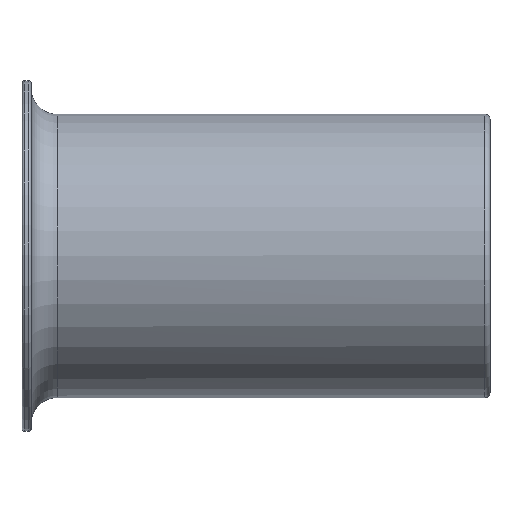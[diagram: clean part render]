
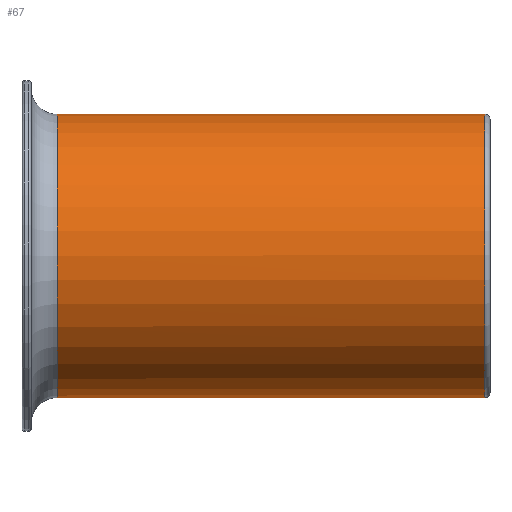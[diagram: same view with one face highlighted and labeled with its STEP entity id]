
A CAD part, top view. The second image highlights one B-rep face of the part: STEP entity #67.
In plain terms, the highlighted cylindrical face has radius 5.45 mm (diameter 10.9 mm), a partial arc.
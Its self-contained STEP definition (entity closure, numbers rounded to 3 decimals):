
#67=ADVANCED_FACE('',(#117),#118,.T.);
#117=FACE_OUTER_BOUND('',#170,.T.);
#118=CYLINDRICAL_SURFACE('',#171,5.45);
#170=EDGE_LOOP('',(#334,#335,#336,#337,#338));
#171=AXIS2_PLACEMENT_3D('',#339,#340,#341);
#334=ORIENTED_EDGE('',*,*,#416,.F.);
#335=ORIENTED_EDGE('',*,*,#411,.F.);
#336=ORIENTED_EDGE('',*,*,#415,.T.);
#337=ORIENTED_EDGE('',*,*,#418,.F.);
#338=ORIENTED_EDGE('',*,*,#376,.F.);
#339=CARTESIAN_POINT('',(-18.9,0.0,0.0));
#340=DIRECTION('',(-1.0,-0.0,0.0));
#341=DIRECTION('',(0.0,-1.0,0.0));
#376=EDGE_CURVE('',#442,#438,#444,.T.);
#411=EDGE_CURVE('',#499,#500,#501,.T.);
#415=EDGE_CURVE('',#499,#450,#505,.T.);
#416=EDGE_CURVE('',#500,#442,#506,.T.);
#418=EDGE_CURVE('',#438,#450,#508,.T.);
#438=VERTEX_POINT('',#528);
#442=VERTEX_POINT('',#532);
#444=CIRCLE('',#534,5.45);
#450=VERTEX_POINT('',#540);
#499=VERTEX_POINT('',#593);
#500=VERTEX_POINT('',#594);
#501=CIRCLE('',#595,5.45);
#505=LINE('',#599,#600);
#506=LINE('',#601,#602);
#508=CIRCLE('',#604,5.45);
#528=CARTESIAN_POINT('',(-0.2,-5.45,0.04));
#532=CARTESIAN_POINT('',(-0.2,5.45,0.0));
#534=AXIS2_PLACEMENT_3D('',#640,#641,#642);
#540=CARTESIAN_POINT('',(-0.2,-5.45,0.0));
#593=CARTESIAN_POINT('',(-16.65,-5.45,0.0));
#594=CARTESIAN_POINT('',(-16.65,5.45,0.0));
#595=AXIS2_PLACEMENT_3D('',#737,#738,#739);
#599=CARTESIAN_POINT('',(-16.65,-5.45,0.0));
#600=VECTOR('',#749,16.45);
#601=CARTESIAN_POINT('',(-16.65,5.45,0.0));
#602=VECTOR('',#750,16.45);
#604=AXIS2_PLACEMENT_3D('',#754,#755,#756);
#640=CARTESIAN_POINT('',(-0.2,0.0,0.0));
#641=DIRECTION('',(1.0,0.0,0.0));
#642=DIRECTION('',(0.0,1.0,0.0));
#737=CARTESIAN_POINT('',(-16.65,0.0,0.0));
#738=DIRECTION('',(-1.0,0.0,0.0));
#739=DIRECTION('',(0.0,-1.0,0.0));
#749=DIRECTION('',(1.0,0.0,0.));
#750=DIRECTION('',(1.0,0.0,0.));
#754=CARTESIAN_POINT('',(-0.2,0.0,0.0));
#755=DIRECTION('',(1.0,0.0,0.0));
#756=DIRECTION('',(0.0,1.0,0.0));
